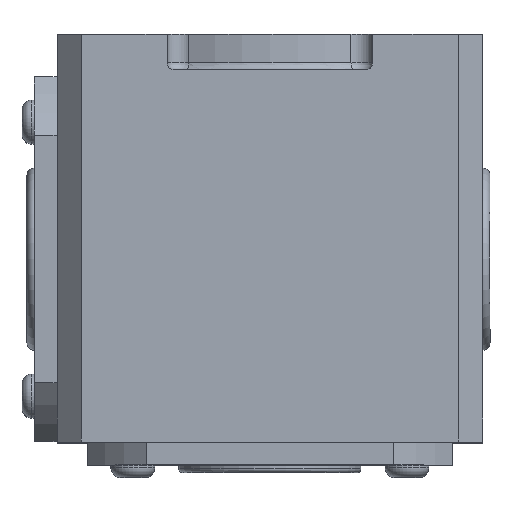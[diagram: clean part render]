
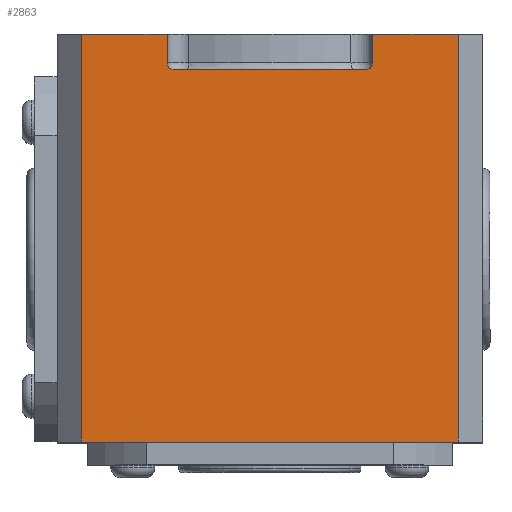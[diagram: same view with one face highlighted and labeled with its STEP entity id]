
A CAD part, top view. The second image highlights one B-rep face of the part: STEP entity #2863.
In plain terms, the highlighted planar face has unit normal (0, 0, 1).
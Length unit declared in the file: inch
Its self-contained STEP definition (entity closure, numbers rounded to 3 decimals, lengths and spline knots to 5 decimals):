
#385=CARTESIAN_POINT('',(2.90693,2.77164,5.993));
#386=VERTEX_POINT('',#385);
#565=CARTESIAN_POINT('',(-0.19307,2.77164,5.993));
#566=VERTEX_POINT('',#565);
#573=CARTESIAN_POINT('',(0.51193,2.77164,5.993));
#574=VERTEX_POINT('',#573);
#575=CARTESIAN_POINT('',(-0.19307,2.77164,5.993));
#576=DIRECTION('',(1.0,0.0,0.0));
#577=VECTOR('',#576,0.705);
#578=LINE('',#575,#577);
#579=EDGE_CURVE('',#566,#574,#578,.T.);
#616=CARTESIAN_POINT('',(2.20193,2.77164,5.993));
#617=VERTEX_POINT('',#616);
#624=CARTESIAN_POINT('',(2.20193,2.77164,5.993));
#625=DIRECTION('',(1.0,0.0,0.0));
#626=VECTOR('',#625,0.705);
#627=LINE('',#624,#626);
#628=EDGE_CURVE('',#617,#386,#627,.T.);
#1180=CARTESIAN_POINT('',(2.90693,-0.58236,5.993));
#1181=VERTEX_POINT('',#1180);
#1188=CARTESIAN_POINT('',(-0.19307,-0.58236,5.993));
#1189=VERTEX_POINT('',#1188);
#1190=CARTESIAN_POINT('',(2.90693,-0.58236,5.993));
#1191=DIRECTION('',(-1.0,0.0,0.0));
#1192=VECTOR('',#1191,3.1);
#1193=LINE('',#1190,#1192);
#1194=EDGE_CURVE('',#1181,#1189,#1193,.T.);
#1303=CARTESIAN_POINT('',(2.90693,2.77164,5.993));
#1304=DIRECTION('',(0.0,-1.0,0.0));
#1305=VECTOR('',#1304,3.354);
#1306=LINE('',#1303,#1305);
#1307=EDGE_CURVE('',#386,#1181,#1306,.T.);
#1523=CARTESIAN_POINT('',(-0.19307,-0.58236,5.993));
#1524=DIRECTION('',(0.0,1.0,0.0));
#1525=VECTOR('',#1524,3.354);
#1526=LINE('',#1523,#1525);
#1527=EDGE_CURVE('',#1189,#566,#1526,.T.);
#2811=CARTESIAN_POINT('',(-0.39307,-0.58236,5.993));
#2812=DIRECTION('',(0.0,0.0,-1.0));
#2813=DIRECTION('',(-1.0,0.0,0.0));
#2814=AXIS2_PLACEMENT_3D('',#2811,#2812,#2813);
#2815=PLANE('',#2814);
#2816=ORIENTED_EDGE('',*,*,#1307,.F.);
#2817=ORIENTED_EDGE('',*,*,#628,.F.);
#2818=CARTESIAN_POINT('',(2.20193,2.53864,5.993));
#2819=VERTEX_POINT('',#2818);
#2820=CARTESIAN_POINT('',(2.20193,2.53864,5.993));
#2821=DIRECTION('',(0.0,1.0,0.0));
#2822=VECTOR('',#2821,0.233);
#2823=LINE('',#2820,#2822);
#2824=EDGE_CURVE('',#2819,#617,#2823,.T.);
#2825=ORIENTED_EDGE('',*,*,#2824,.F.);
#2826=CARTESIAN_POINT('',(2.14193,2.47864,5.993));
#2827=VERTEX_POINT('',#2826);
#2828=CARTESIAN_POINT('',(2.14193,2.53864,5.993));
#2829=DIRECTION('',(0.0,0.0,1.));
#2830=DIRECTION('',(0.707,-0.707,0.0));
#2831=AXIS2_PLACEMENT_3D('',#2828,#2829,#2830);
#2832=CIRCLE('',#2831,0.06);
#2833=EDGE_CURVE('',#2827,#2819,#2832,.T.);
#2834=ORIENTED_EDGE('',*,*,#2833,.F.);
#2835=CARTESIAN_POINT('',(0.57193,2.47864,5.993));
#2836=VERTEX_POINT('',#2835);
#2837=CARTESIAN_POINT('',(0.57193,2.47864,5.993));
#2838=DIRECTION('',(1.0,0.0,0.0));
#2839=VECTOR('',#2838,1.57);
#2840=LINE('',#2837,#2839);
#2841=EDGE_CURVE('',#2836,#2827,#2840,.T.);
#2842=ORIENTED_EDGE('',*,*,#2841,.F.);
#2843=CARTESIAN_POINT('',(0.51193,2.53864,5.993));
#2844=VERTEX_POINT('',#2843);
#2845=CARTESIAN_POINT('',(0.57193,2.53864,5.993));
#2846=DIRECTION('',(0.0,0.0,1.));
#2847=DIRECTION('',(-0.707,-0.707,0.0));
#2848=AXIS2_PLACEMENT_3D('',#2845,#2846,#2847);
#2849=CIRCLE('',#2848,0.06);
#2850=EDGE_CURVE('',#2844,#2836,#2849,.T.);
#2851=ORIENTED_EDGE('',*,*,#2850,.F.);
#2852=CARTESIAN_POINT('',(0.51193,2.77164,5.993));
#2853=DIRECTION('',(0.0,-1.0,0.0));
#2854=VECTOR('',#2853,0.233);
#2855=LINE('',#2852,#2854);
#2856=EDGE_CURVE('',#574,#2844,#2855,.T.);
#2857=ORIENTED_EDGE('',*,*,#2856,.F.);
#2858=ORIENTED_EDGE('',*,*,#579,.F.);
#2859=ORIENTED_EDGE('',*,*,#1527,.F.);
#2860=ORIENTED_EDGE('',*,*,#1194,.F.);
#2861=EDGE_LOOP('',(#2816,#2817,#2825,#2834,#2842,#2851,#2857,#2858,#2859,#2860));
#2862=FACE_OUTER_BOUND('',#2861,.T.);
#2863=ADVANCED_FACE('',(#2862),#2815,.F.);
